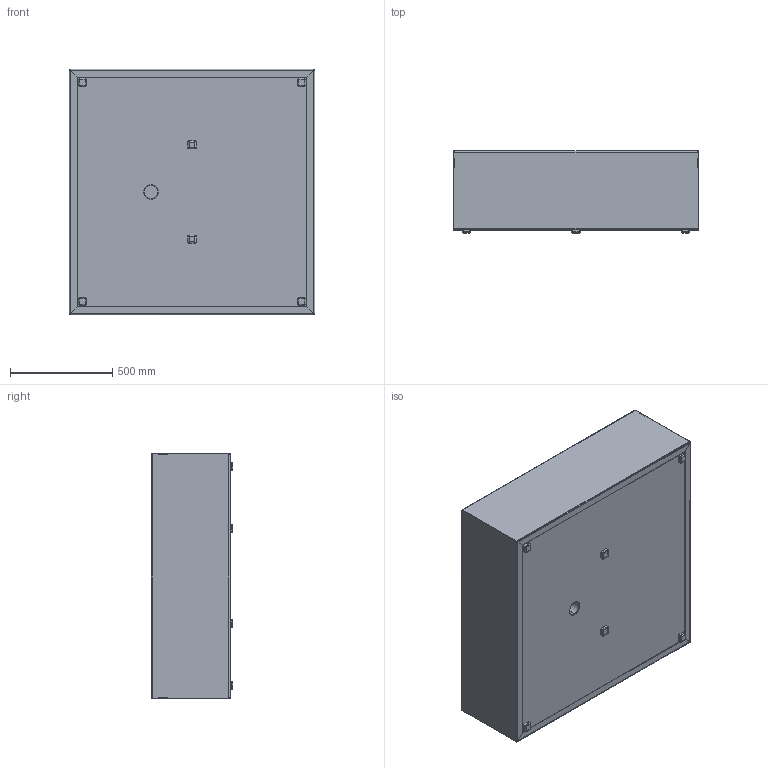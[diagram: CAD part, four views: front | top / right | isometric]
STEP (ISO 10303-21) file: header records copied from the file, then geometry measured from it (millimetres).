
FILE_DESCRIPTION (( 'STEP AP214' ), '1' );
FILE_NAME ('CB11.STEP', '2021-09-15T06:37:21', ( '' ), ( '' ), 'SwSTEP 2.0', 'SolidWorks 2021', '' );
FILE_SCHEMA (( 'AUTOMOTIVE_DESIGN' ));
Length unit declared in the file: millimetre
Products named in the file (12): CB11-Side; CB11; FeetCB11; CB11-pipe; CB11 Cover; CB11 Base; Ring top; CB11-L-_Default<As Machined>; CB11-Strip; CB11-Bottom; CB11-Cover; CB11-pipe cover
Assembly tree (25 placements, depth 3):
  CB11
    CB11 Base
      CB11-Bottom
      CB11-Side  x4
      CB11-pipe
      CB11-Strip  x4
      FeetCB11  x6
    CB11 Cover
      CB11-Cover
      Ring top
      CB11-pipe cover
      CB11-L-_Default<As Machined>  x4
Bounding box: 1200 x 400 x 1200 mm (x, y, z)
Volume: 15365943.4 mm3; surface area: 10254369.8 mm2
Topology: 23 solids, 23 shells, 506 faces, 1060 edges, 600 vertices
Faces by surface type: plane 318, cylinder 108, bspline 80
Entity records: 5681 total; most frequent: CARTESIAN_POINT 1964, ORIENTED_EDGE 658, DIRECTION 641, EDGE_CURVE 329, LINE 235, VECTOR 235, AXIS2_PLACEMENT_3D 203, VERTEX_POINT 190
